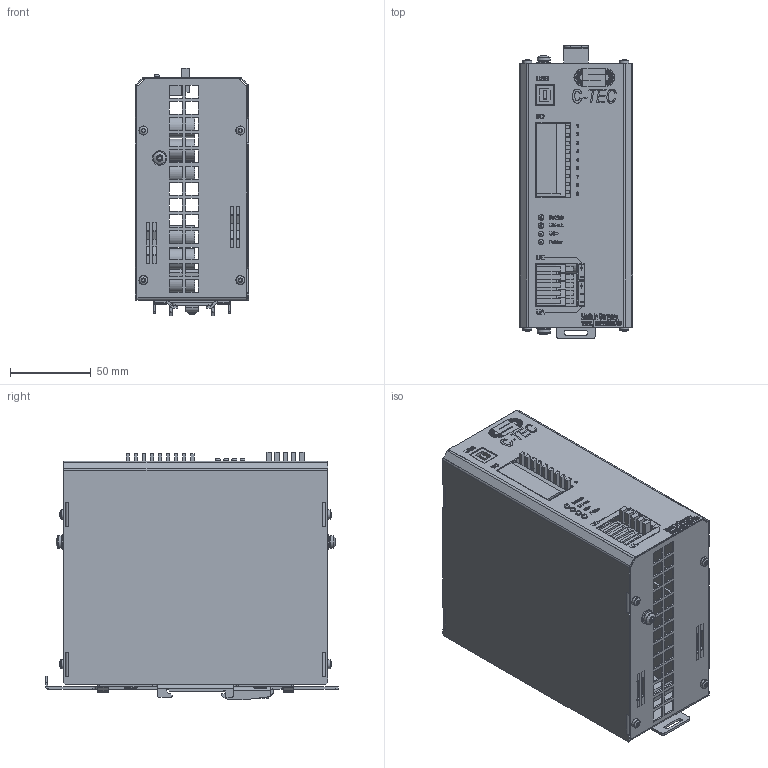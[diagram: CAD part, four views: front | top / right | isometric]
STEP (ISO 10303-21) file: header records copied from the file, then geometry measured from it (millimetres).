
FILE_DESCRIPTION(/* description */ (''),/* implementation_level */ '2;1');
FILE_NAME(/* name */ 'C-TEC2410-1.stp',/* time_stamp */ '2023-06-16T14:02:18-04:00',/* author */ ('altec'),/* organization */ (''),/* preprocessor_version */ 'ST-DEVELOPER v19.2',/* originating_system */ 'Autodesk Inventor 2024',/* authorisation */ '');
FILE_SCHEMA (('AUTOMOTIVE_DESIGN { 1 0 10303 214 3 1 1 }'));
Products named in the file (15): C-TEC2410-1; 0609G01001-1000; 0609G01001-6010; 0609G01001-6015; 0609G01001-6020; 0609G01001-6024; 0609G01001-6025; 1970G01001-6000; 1970G01001-5001; VD176; 1970G01001-6002; DIN6900 M4x8-gvz; DIN7981 2,9x6,5 ; DIN 7337 - A4 x 6; C-TEC Altech Logo
Assembly tree (25 placements, depth 3):
  C-TEC2410-1
    0609G01001-1000
    0609G01001-6010
      0609G01001-6015
    0609G01001-6020
      0609G01001-6024
      0609G01001-6025
    1970G01001-6000
      1970G01001-5001
      VD176
      1970G01001-6002
    DIN6900 M4x8-gvz  x2
    DIN7981 2,9x6,5   x8
    DIN 7337 - A4 x 6  x4
    C-TEC Altech Logo
Bounding box: 70.09 x 181 x 153 mm (x, y, z)
Volume: 182201.1 mm3; surface area: 302573.8 mm2
Topology: 98 solids, 98 shells, 3423 faces, 8961 edges, 5878 vertices
Faces by surface type: plane 2101, cylinder 663, bspline 517, cone 92, torus 40, sphere 10
Full cylindrical faces by diameter (mm): 2.3 x4, 2.46 x6, 2.5 x8, 2.693 x8, 3 x14, 3.2 x35, 3.5 x8, 3.571 x2, 3.6 x2, 4 x6, 4.2 x6, 4.3 x6, 5.6 x8, 8 x6, 9 x2, 13 x6
Entity records: 106065 total; most frequent: CARTESIAN_POINT 27406, ORIENTED_EDGE 16662, DIRECTION 13689, EDGE_CURVE 8331, LINE 6139, VECTOR 6139, VERTEX_POINT 5482, AXIS2_PLACEMENT_3D 3775
